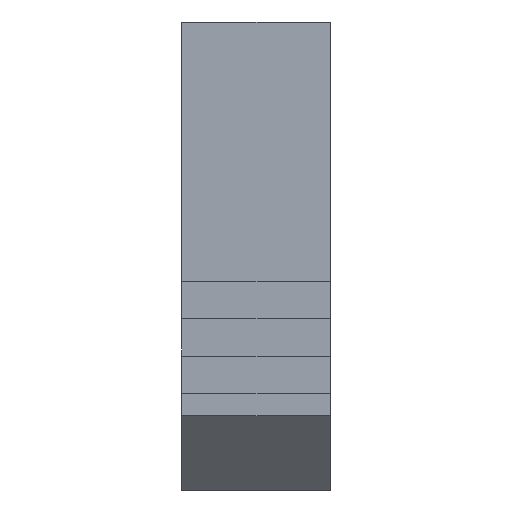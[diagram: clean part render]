
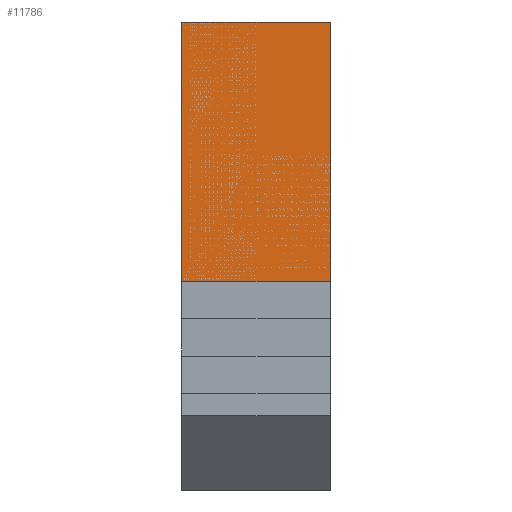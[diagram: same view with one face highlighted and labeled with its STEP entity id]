
A CAD part, left-side view. The second image highlights one B-rep face of the part: STEP entity #11786.
In plain terms, the highlighted free-form (B-spline) face has degree [1, 1] with [2, 2] control points.
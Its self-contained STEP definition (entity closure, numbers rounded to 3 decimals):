
#9266=CARTESIAN_POINT(' ',(-400.,200.,200.));
#9267=VERTEX_POINT(' ',#9266);
#10306=CARTESIAN_POINT(' ',(-400.,0.,200.));
#10307=VERTEX_POINT(' ',#10306);
#10806=CARTESIAN_POINT(' ',(-400.,200.,550.));
#10811=DIRECTION(' ',(0.,0.,-1.));
#10816=VECTOR(' ',#10811,1.);
#10821=LINE('',#10806,#10816);
#10826=CARTESIAN_POINT(' ',(-400.,200.,550.));
#10827=VERTEX_POINT(' ',#10826);
#10831=EDGE_CURVE(' ',#10827,#9267,#10821,.T.);
#10926=CARTESIAN_POINT(' ',(-400.,200.,200.));
#10931=DIRECTION(' ',(0.,-1.,0.));
#10936=VECTOR(' ',#10931,1.);
#10941=LINE('',#10926,#10936);
#10946=EDGE_CURVE(' ',#9267,#10307,#10941,.T.);
#11561=CARTESIAN_POINT(' ',(-400.,0.,200.));
#11566=DIRECTION(' ',(0.,0.,1.));
#11571=VECTOR(' ',#11566,1.);
#11576=LINE('',#11561,#11571);
#11581=CARTESIAN_POINT(' ',(-400.,0.,550.));
#11582=VERTEX_POINT(' ',#11581);
#11586=EDGE_CURVE(' ',#10307,#11582,#11576,.T.);
#11676=CARTESIAN_POINT(' ',(-400.,0.,550.));
#11681=DIRECTION(' ',(0.,1.,0.));
#11686=VECTOR(' ',#11681,1.);
#11691=LINE('',#11676,#11686);
#11696=EDGE_CURVE(' ',#11582,#10827,#11691,.T.);
#11731=CARTESIAN_POINT(' ',(-400.,200.,200.));
#11736=CARTESIAN_POINT(' ',(-400.,0.,200.));
#11741=CARTESIAN_POINT(' ',(-400.,200.,550.));
#11746=CARTESIAN_POINT(' ',(-400.,0.,550.));
#11751=B_SPLINE_SURFACE_WITH_KNOTS(' ',1,1,((#11731,#11736),(#11741,#11746)),.UNSPECIFIED.,.F.,.F.,.U.,(2,2),(2,2),(0.,1.),(0.,1.),.UNSPECIFIED.);
#11756=ORIENTED_EDGE(' ',*,*,#10831,.F.);
#11761=ORIENTED_EDGE(' ',*,*,#11696,.F.);
#11766=ORIENTED_EDGE(' ',*,*,#11586,.F.);
#11771=ORIENTED_EDGE(' ',*,*,#10946,.F.);
#11776=EDGE_LOOP(' ',(#11756,#11761,#11766,#11771));
#11781=FACE_OUTER_BOUND(' ',#11776,.T.);
#11786=ADVANCED_FACE('',(#11781),#11751,.T.);
